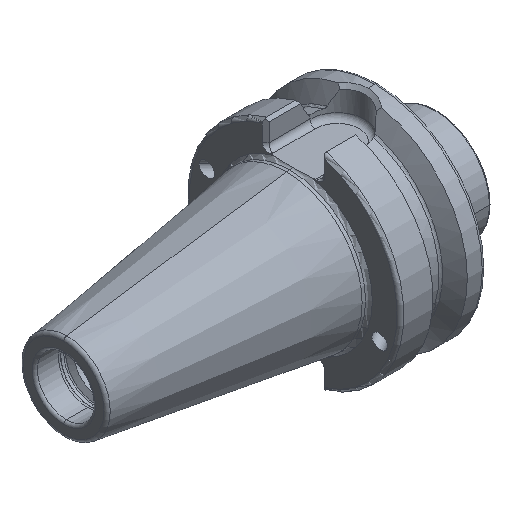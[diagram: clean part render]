
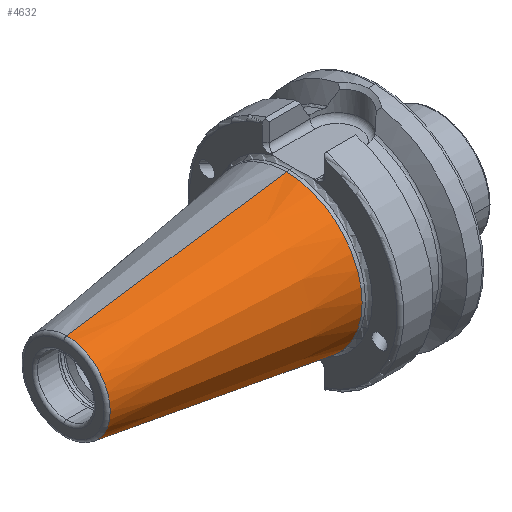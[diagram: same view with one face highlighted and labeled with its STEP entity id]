
A CAD part, isometric view. The second image highlights one B-rep face of the part: STEP entity #4632.
In plain terms, the highlighted conical face has half-angle 8.297 degrees and reference radius 22.225 mm.
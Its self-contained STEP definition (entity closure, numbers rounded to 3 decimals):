
#30 = EDGE_CURVE ( 'NONE', #5921, #4459, #4063, .T. ) ;
#178 = AXIS2_PLACEMENT_3D ( 'NONE', #572, #532, #488 ) ;
#222 = ORIENTED_EDGE ( 'NONE', *, *, #5015, .F. ) ;
#382 = EDGE_CURVE ( 'NONE', #5921, #4949, #3176, .T. ) ;
#425 = DIRECTION ( 'NONE',  ( -1., 0., 0. ) ) ;
#488 = DIRECTION ( 'NONE',  ( 0., 0., 1. ) ) ;
#532 = DIRECTION ( 'NONE',  ( -1., 0., 0. ) ) ;
#572 = CARTESIAN_POINT ( 'NONE',  ( -64.544, 0., 0. ) ) ;
#1430 = FACE_OUTER_BOUND ( 'NONE', #2793, .T. ) ;
#1567 = ORIENTED_EDGE ( 'NONE', *, *, #30, .F. ) ;
#1856 = VECTOR ( 'NONE', #3388, 1000. ) ;
#1947 = CARTESIAN_POINT ( 'NONE',  ( -64.544, 0., 12.812 ) ) ;
#2133 = DIRECTION ( 'NONE',  ( 0.99, 0., 0.144 ) ) ;
#2195 = CARTESIAN_POINT ( 'NONE',  ( -64.544, 0., -12.812 ) ) ;
#2271 = EDGE_CURVE ( 'NONE', #4949, #5667, #4664, .T. ) ;
#2556 = VECTOR ( 'NONE', #2133, 1000. ) ;
#2589 = AXIS2_PLACEMENT_3D ( 'NONE', #3455, #425, #3962 ) ;
#2607 = DIRECTION ( 'NONE',  ( 0., 0., -1. ) ) ;
#2793 = EDGE_LOOP ( 'NONE', ( #222, #1567, #4273, #5595 ) ) ;
#3058 = CARTESIAN_POINT ( 'NONE',  ( 0., 0., 22.225 ) ) ;
#3176 = LINE ( 'NONE', #3973, #1856 ) ;
#3388 = DIRECTION ( 'NONE',  ( 0.99, 0., -0.144 ) ) ;
#3455 = CARTESIAN_POINT ( 'NONE',  ( 0., 0., 0. ) ) ;
#3515 = AXIS2_PLACEMENT_3D ( 'NONE', #4640, #5652, #2607 ) ;
#3818 = CONICAL_SURFACE ( 'NONE', #3515, 22.225, 0.145 ) ;
#3920 = LINE ( 'NONE', #5130, #2556 ) ;
#3962 = DIRECTION ( 'NONE',  ( 0., 0., 1. ) ) ;
#3973 = CARTESIAN_POINT ( 'NONE',  ( 0., 0., -22.225 ) ) ;
#4063 = CIRCLE ( 'NONE', #178, 12.812 ) ;
#4273 = ORIENTED_EDGE ( 'NONE', *, *, #382, .T. ) ;
#4459 = VERTEX_POINT ( 'NONE', #1947 ) ;
#4632 = ADVANCED_FACE ( 'NONE', ( #1430 ), #3818, .T. ) ;
#4640 = CARTESIAN_POINT ( 'NONE',  ( 0., 0., 0. ) ) ;
#4664 = CIRCLE ( 'NONE', #2589, 22.225 ) ;
#4949 = VERTEX_POINT ( 'NONE', #5463 ) ;
#5015 = EDGE_CURVE ( 'NONE', #4459, #5667, #3920, .T. ) ;
#5130 = CARTESIAN_POINT ( 'NONE',  ( 0., 0., 22.225 ) ) ;
#5463 = CARTESIAN_POINT ( 'NONE',  ( 0., 0., -22.225 ) ) ;
#5595 = ORIENTED_EDGE ( 'NONE', *, *, #2271, .T. ) ;
#5652 = DIRECTION ( 'NONE',  ( 1., 0., 0. ) ) ;
#5667 = VERTEX_POINT ( 'NONE', #3058 ) ;
#5921 = VERTEX_POINT ( 'NONE', #2195 ) ;
